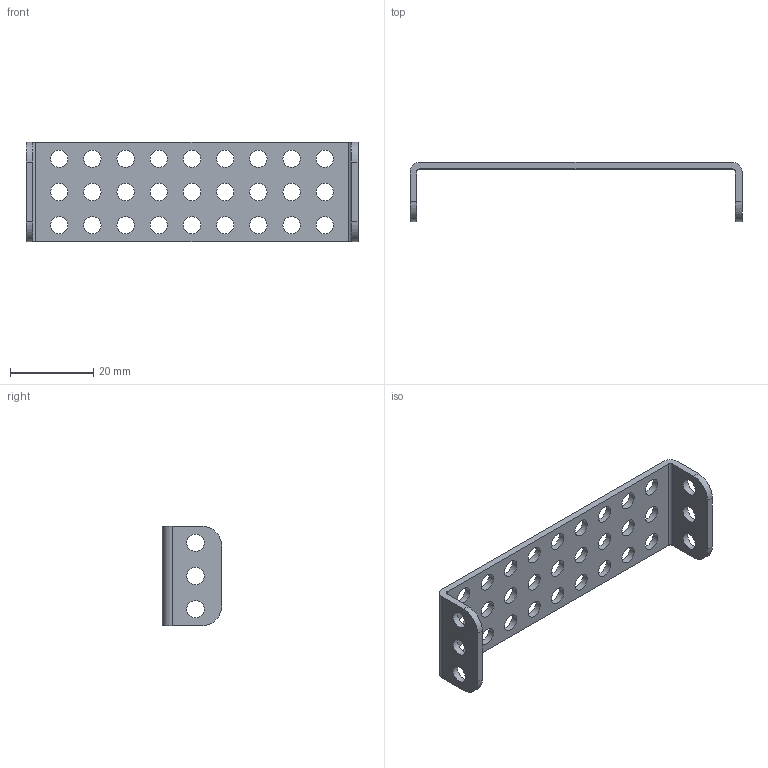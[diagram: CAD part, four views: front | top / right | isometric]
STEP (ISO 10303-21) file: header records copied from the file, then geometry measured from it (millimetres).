
FILE_DESCRIPTION(/* description */ (''),/* implementation_level */ '2;1');
FILE_NAME(/* name */ 'Matrix_05-0309.ipt.stp',/* time_stamp */ '2014-12-18T17:42:17-08:00',/* author */ ('Autodesk Inc.'),/* organization */ ('Autodesk Inc.'),/* preprocessor_version */ 'ST-DEVELOPER v15.6',/* originating_system */ 'Autodesk Inventor 2015',/* authorisation */ '');
FILE_SCHEMA (('AUTOMOTIVE_DESIGN { 1 0 10303 214 3 1 1 }'));
Length unit declared in the file: millimetre
Products named in the file (1): Matrix_05-0309
Bounding box: 80 x 14.3 x 24 mm (x, y, z)
Volume: 3233.4 mm3; surface area: 5135.1 mm2
Topology: 1 solids, 1 shells, 51 faces, 147 edges, 98 vertices
Faces by surface type: cylinder 41, plane 10
Full cylindrical faces by diameter (mm): 4.2 x33
Entity records: 1714 total; most frequent: DIRECTION 300, CARTESIAN_POINT 264, ORIENTED_EDGE 228, EDGE_LOOP 150, AXIS2_PLACEMENT_3D 134, EDGE_CURVE 114, FACE_BOUND 99, VERTEX_POINT 98
